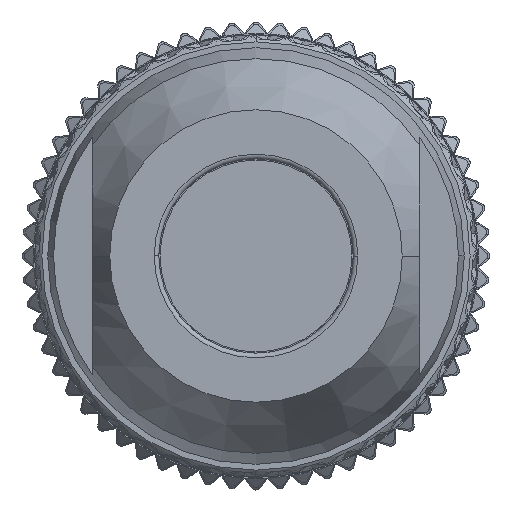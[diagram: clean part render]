
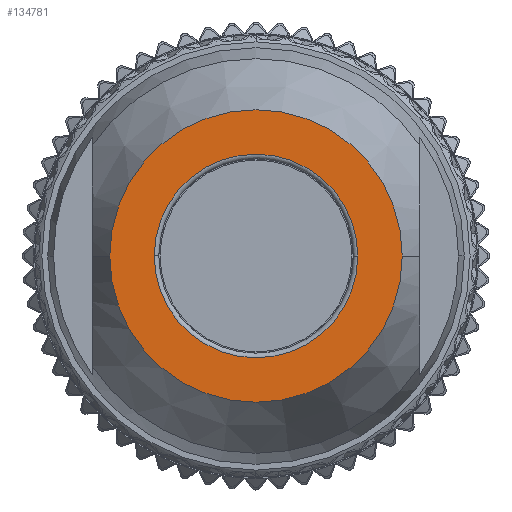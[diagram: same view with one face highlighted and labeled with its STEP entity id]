
A CAD part, front view. The second image highlights one B-rep face of the part: STEP entity #134781.
In plain terms, the highlighted planar face has unit normal (0, -1, 0).
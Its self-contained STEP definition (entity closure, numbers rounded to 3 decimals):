
#27820=CARTESIAN_POINT('',(0.,-50.55,0.));
#27821=DIRECTION('',(0.,1.,0.));
#27822=DIRECTION('',(1.,0.,0.));
#27823=AXIS2_PLACEMENT_3D('',#27820,#27821,#27822);
#27825=CARTESIAN_POINT('',(0.,-50.55,0.));
#27826=DIRECTION('',(0.,1.,0.));
#27827=DIRECTION('',(-1.,0.,0.));
#27828=AXIS2_PLACEMENT_3D('',#27825,#27826,#27827);
#27830=CARTESIAN_POINT('',(0.,-50.55,0.));
#27831=DIRECTION('',(0.,-1.,0.));
#27832=DIRECTION('',(1.,0.,0.));
#27833=AXIS2_PLACEMENT_3D('',#27830,#27831,#27832);
#27835=CARTESIAN_POINT('',(0.,-50.55,0.));
#27836=DIRECTION('',(0.,-1.,0.));
#27837=DIRECTION('',(-1.,0.,0.));
#27838=AXIS2_PLACEMENT_3D('',#27835,#27836,#27837);
#27850=CARTESIAN_POINT('',(0.,-50.55,0.));
#27851=DIRECTION('',(0.,1.,0.));
#27852=DIRECTION('',(-1.,0.,0.));
#27853=AXIS2_PLACEMENT_3D('',#27850,#27851,#27852);
#27878=CARTESIAN_POINT('',(0.,-50.55,0.));
#27879=DIRECTION('',(0.,1.,0.));
#27880=DIRECTION('',(1.,0.,0.));
#27881=AXIS2_PLACEMENT_3D('',#27878,#27879,#27880);
#79543=CARTESIAN_POINT('',(-6.25,-50.55,0.));
#79544=VERTEX_POINT('',#79543);
#79545=CARTESIAN_POINT('',(6.25,-50.55,0.));
#79546=VERTEX_POINT('',#79545);
#79547=CARTESIAN_POINT('',(4.35,-50.55,0.));
#79548=CARTESIAN_POINT('',(-4.35,-50.55,0.054));
#79549=VERTEX_POINT('',#79547);
#79550=VERTEX_POINT('',#79548);
#79551=CARTESIAN_POINT('',(-4.35,-50.55,0.));
#79552=VERTEX_POINT('',#79551);
#79553=CARTESIAN_POINT('',(4.35,-50.55,-0.054));
#79554=VERTEX_POINT('',#79553);
#134762=CARTESIAN_POINT('',(0.,-50.55,0.));
#134763=DIRECTION('',(0.,-1.,0.));
#134764=DIRECTION('',(-1.,0.,0.));
#134765=AXIS2_PLACEMENT_3D('',#134762,#134763,#134764);
#134766=PLANE('',#134765);
#134767=ORIENTED_EDGE('',*,*,#134713,.T.);
#134768=ORIENTED_EDGE('',*,*,#134753,.T.);
#134769=EDGE_LOOP('',(#134767,#134768));
#134770=FACE_OUTER_BOUND('',#134769,.F.);
#134772=ORIENTED_EDGE('',*,*,#134771,.T.);
#134774=ORIENTED_EDGE('',*,*,#134773,.F.);
#134776=ORIENTED_EDGE('',*,*,#134775,.T.);
#134778=ORIENTED_EDGE('',*,*,#134777,.F.);
#134779=EDGE_LOOP('',(#134772,#134774,#134776,#134778));
#134780=FACE_BOUND('',#134779,.F.);
#134781=ADVANCED_FACE('',(#134770,#134780),#134766,.T.);
#27824=CIRCLE('',#27823,6.25);
#27829=CIRCLE('',#27828,6.25);
#27834=CIRCLE('',#27833,4.35);
#27839=CIRCLE('',#27838,4.35);
#27854=CIRCLE('',#27853,4.35);
#27882=CIRCLE('',#27881,4.35);
#134713=EDGE_CURVE('',#79546,#79544,#27824,.T.);
#134753=EDGE_CURVE('',#79544,#79546,#27829,.T.);
#134771=EDGE_CURVE('',#79549,#79550,#27834,.T.);
#134773=EDGE_CURVE('',#79552,#79550,#27854,.T.);
#134775=EDGE_CURVE('',#79552,#79554,#27839,.T.);
#134777=EDGE_CURVE('',#79549,#79554,#27882,.T.);
